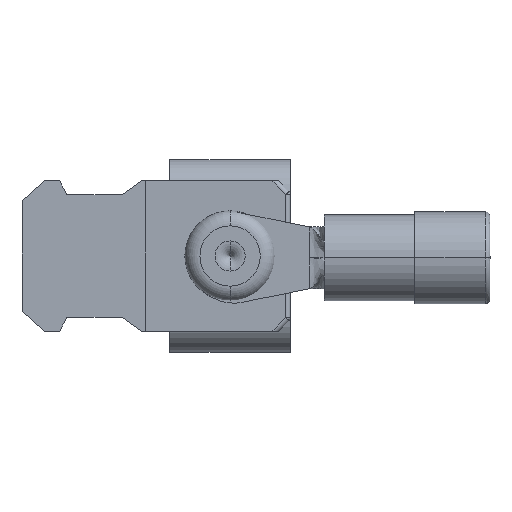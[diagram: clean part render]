
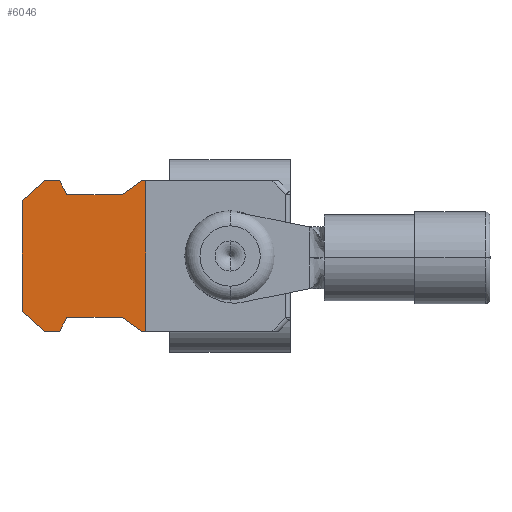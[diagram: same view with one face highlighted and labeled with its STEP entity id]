
A CAD part, front view. The second image highlights one B-rep face of the part: STEP entity #6046.
In plain terms, the highlighted planar face has unit normal (0, -1, 0).
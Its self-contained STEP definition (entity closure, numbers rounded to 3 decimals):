
#227 = VERTEX_POINT ( 'NONE', #4478 ) ;
#422 = EDGE_LOOP ( 'NONE', ( #529, #1536, #15401, #5022, #15528, #17221, #15561, #8212, #16841, #14149, #12729, #5934, #7339, #14366 ) ) ;
#477 = CARTESIAN_POINT ( 'NONE',  ( 96.081, 101.049, 252.718 ) ) ;
#529 = ORIENTED_EDGE ( 'NONE', *, *, #7169, .T. ) ;
#545 = VECTOR ( 'NONE', #11331, 1000. ) ;
#708 = LINE ( 'NONE', #2060, #5960 ) ;
#839 = LINE ( 'NONE', #2111, #4964 ) ;
#970 = EDGE_CURVE ( 'NONE', #6161, #6007, #3756, .T. ) ;
#1099 = CARTESIAN_POINT ( 'NONE',  ( 94.615, 101.049, 261.391 ) ) ;
#1378 = VECTOR ( 'NONE', #2290, 1000. ) ;
#1536 = ORIENTED_EDGE ( 'NONE', *, *, #6285, .T. ) ;
#2060 = CARTESIAN_POINT ( 'NONE',  ( 96.081, 101.049, 262.718 ) ) ;
#2094 = CARTESIAN_POINT ( 'NONE',  ( 120.942, 101.049, 262.718 ) ) ;
#2111 = CARTESIAN_POINT ( 'NONE',  ( 94.615, 101.049, 0. ) ) ;
#2222 = EDGE_CURVE ( 'NONE', #6631, #5118, #708, .T. ) ;
#2235 = EDGE_CURVE ( 'NONE', #10152, #3945, #13017, .T. ) ;
#2290 = DIRECTION ( 'NONE',  ( 0.443, 0., 0.897 ) ) ;
#2776 = CARTESIAN_POINT ( 'NONE',  ( 102.835, 101.049, 262.718 ) ) ;
#3072 = EDGE_CURVE ( 'NONE', #5118, #11746, #839, .T. ) ;
#3465 = DIRECTION ( 'NONE',  ( 1., 0., 0. ) ) ;
#3756 = LINE ( 'NONE', #13296, #13392 ) ;
#3945 = VERTEX_POINT ( 'NONE', #15088 ) ;
#4279 = EDGE_CURVE ( 'NONE', #3945, #6631, #16402, .T. ) ;
#4348 = DIRECTION ( 'NONE',  ( -1., 0., 0. ) ) ;
#4374 = CARTESIAN_POINT ( 'NONE',  ( 97.123, 101.049, 252.718 ) ) ;
#4446 = LINE ( 'NONE', #12830, #8823 ) ;
#4478 = CARTESIAN_POINT ( 'NONE',  ( 101.272, 101.049, 253.642 ) ) ;
#4702 = VERTEX_POINT ( 'NONE', #15243 ) ;
#4750 = CARTESIAN_POINT ( 'NONE',  ( 96.081, 101.049, 262.718 ) ) ;
#4784 = DIRECTION ( 'NONE',  ( 1., 0., 0. ) ) ;
#4796 = CARTESIAN_POINT ( 'NONE',  ( 97.58, 101.049, 261.793 ) ) ;
#4876 = CARTESIAN_POINT ( 'NONE',  ( 0., 101.049, 253.642 ) ) ;
#4964 = VECTOR ( 'NONE', #15738, 1000. ) ;
#5022 = ORIENTED_EDGE ( 'NONE', *, *, #15266, .T. ) ;
#5059 = VECTOR ( 'NONE', #7498, 1000. ) ;
#5118 = VERTEX_POINT ( 'NONE', #1099 ) ;
#5598 = VERTEX_POINT ( 'NONE', #7531 ) ;
#5691 = EDGE_CURVE ( 'NONE', #15539, #5598, #10662, .T. ) ;
#5798 = PLANE ( 'NONE',  #10519 ) ;
#5858 = VECTOR ( 'NONE', #4348, 1000. ) ;
#5882 = FACE_OUTER_BOUND ( 'NONE', #422, .T. ) ;
#5934 = ORIENTED_EDGE ( 'NONE', *, *, #13686, .T. ) ;
#5957 = DIRECTION ( 'NONE',  ( -0.742, 0., -0.671 ) ) ;
#5960 = VECTOR ( 'NONE', #5957, 1000. ) ;
#6007 = VERTEX_POINT ( 'NONE', #2776 ) ;
#6036 = DIRECTION ( 'NONE',  ( 0.742, 0., -0.671 ) ) ;
#6046 = ADVANCED_FACE ( 'NONE', ( #5882 ), #5798, .T. ) ;
#6161 = VERTEX_POINT ( 'NONE', #11965 ) ;
#6216 = CARTESIAN_POINT ( 'NONE',  ( 0., 101.049, 252.718 ) ) ;
#6285 = EDGE_CURVE ( 'NONE', #13969, #6161, #4446, .T. ) ;
#6631 = VERTEX_POINT ( 'NONE', #4750 ) ;
#7104 = VECTOR ( 'NONE', #13626, 1000. ) ;
#7169 = EDGE_CURVE ( 'NONE', #227, #13969, #7295, .T. ) ;
#7295 = LINE ( 'NONE', #8458, #16562 ) ;
#7339 = ORIENTED_EDGE ( 'NONE', *, *, #5691, .T. ) ;
#7398 = CARTESIAN_POINT ( 'NONE',  ( 0., 101.049, 0. ) ) ;
#7498 = DIRECTION ( 'NONE',  ( -1., 0., 0. ) ) ;
#7505 = CARTESIAN_POINT ( 'NONE',  ( 97.58, 101.049, 261.793 ) ) ;
#7531 = CARTESIAN_POINT ( 'NONE',  ( 97.58, 101.049, 253.642 ) ) ;
#7956 = CARTESIAN_POINT ( 'NONE',  ( 102.551, 101.049, 252.718 ) ) ;
#7958 = CARTESIAN_POINT ( 'NONE',  ( 97.123, 101.049, 252.718 ) ) ;
#8079 = DIRECTION ( 'NONE',  ( -1., 0., 0. ) ) ;
#8098 = VECTOR ( 'NONE', #3465, 1000. ) ;
#8135 = EDGE_CURVE ( 'NONE', #16879, #10152, #14852, .T. ) ;
#8212 = ORIENTED_EDGE ( 'NONE', *, *, #4279, .T. ) ;
#8458 = CARTESIAN_POINT ( 'NONE',  ( 101.272, 101.049, 253.642 ) ) ;
#8704 = EDGE_CURVE ( 'NONE', #11746, #13179, #10253, .T. ) ;
#8753 = EDGE_CURVE ( 'NONE', #5598, #227, #14419, .T. ) ;
#8823 = VECTOR ( 'NONE', #12472, 1000. ) ;
#9156 = CARTESIAN_POINT ( 'NONE',  ( 0., 101.049, 261.793 ) ) ;
#9910 = DIRECTION ( 'NONE',  ( 0., -1., 0. ) ) ;
#10152 = VERTEX_POINT ( 'NONE', #7505 ) ;
#10253 = LINE ( 'NONE', #17102, #16061 ) ;
#10423 = LINE ( 'NONE', #6216, #13210 ) ;
#10519 = AXIS2_PLACEMENT_3D ( 'NONE', #7398, #9910, #14176 ) ;
#10662 = LINE ( 'NONE', #7958, #1378 ) ;
#10881 = CARTESIAN_POINT ( 'NONE',  ( 102.551, 101.049, 262.718 ) ) ;
#11331 = DIRECTION ( 'NONE',  ( -0.443, 0., 0.897 ) ) ;
#11361 = CARTESIAN_POINT ( 'NONE',  ( 101.272, 101.049, 261.793 ) ) ;
#11488 = EDGE_CURVE ( 'NONE', #4702, #16879, #12214, .T. ) ;
#11746 = VERTEX_POINT ( 'NONE', #17553 ) ;
#11965 = CARTESIAN_POINT ( 'NONE',  ( 102.835, 101.049, 252.718 ) ) ;
#12214 = LINE ( 'NONE', #10881, #7104 ) ;
#12472 = DIRECTION ( 'NONE',  ( 1., 0., 0. ) ) ;
#12729 = ORIENTED_EDGE ( 'NONE', *, *, #8704, .T. ) ;
#12830 = CARTESIAN_POINT ( 'NONE',  ( 0., 101.049, 252.718 ) ) ;
#13017 = LINE ( 'NONE', #4796, #545 ) ;
#13179 = VERTEX_POINT ( 'NONE', #477 ) ;
#13210 = VECTOR ( 'NONE', #4784, 1000. ) ;
#13296 = CARTESIAN_POINT ( 'NONE',  ( 102.835, 101.049, 0. ) ) ;
#13392 = VECTOR ( 'NONE', #13552, 1000. ) ;
#13552 = DIRECTION ( 'NONE',  ( 0., 0., 1. ) ) ;
#13626 = DIRECTION ( 'NONE',  ( -0.81, 0., -0.586 ) ) ;
#13686 = EDGE_CURVE ( 'NONE', #13179, #15539, #10423, .T. ) ;
#13760 = VECTOR ( 'NONE', #8079, 1000. ) ;
#13969 = VERTEX_POINT ( 'NONE', #7956 ) ;
#14149 = ORIENTED_EDGE ( 'NONE', *, *, #3072, .T. ) ;
#14176 = DIRECTION ( 'NONE',  ( 0., 0., -1. ) ) ;
#14248 = DIRECTION ( 'NONE',  ( 0.81, 0., -0.586 ) ) ;
#14280 = LINE ( 'NONE', #2094, #5059 ) ;
#14366 = ORIENTED_EDGE ( 'NONE', *, *, #8753, .T. ) ;
#14419 = LINE ( 'NONE', #4876, #8098 ) ;
#14852 = LINE ( 'NONE', #9156, #13760 ) ;
#15088 = CARTESIAN_POINT ( 'NONE',  ( 97.123, 101.049, 262.718 ) ) ;
#15243 = CARTESIAN_POINT ( 'NONE',  ( 102.551, 101.049, 262.718 ) ) ;
#15266 = EDGE_CURVE ( 'NONE', #6007, #4702, #14280, .T. ) ;
#15401 = ORIENTED_EDGE ( 'NONE', *, *, #970, .T. ) ;
#15528 = ORIENTED_EDGE ( 'NONE', *, *, #11488, .T. ) ;
#15539 = VERTEX_POINT ( 'NONE', #4374 ) ;
#15561 = ORIENTED_EDGE ( 'NONE', *, *, #2235, .T. ) ;
#15738 = DIRECTION ( 'NONE',  ( 0., 0., -1. ) ) ;
#16061 = VECTOR ( 'NONE', #6036, 1000. ) ;
#16209 = CARTESIAN_POINT ( 'NONE',  ( 0., 101.049, 262.718 ) ) ;
#16402 = LINE ( 'NONE', #16209, #5858 ) ;
#16562 = VECTOR ( 'NONE', #14248, 1000. ) ;
#16841 = ORIENTED_EDGE ( 'NONE', *, *, #2222, .T. ) ;
#16879 = VERTEX_POINT ( 'NONE', #11361 ) ;
#17102 = CARTESIAN_POINT ( 'NONE',  ( 94.615, 101.049, 254.044 ) ) ;
#17221 = ORIENTED_EDGE ( 'NONE', *, *, #8135, .T. ) ;
#17553 = CARTESIAN_POINT ( 'NONE',  ( 94.615, 101.049, 254.044 ) ) ;
